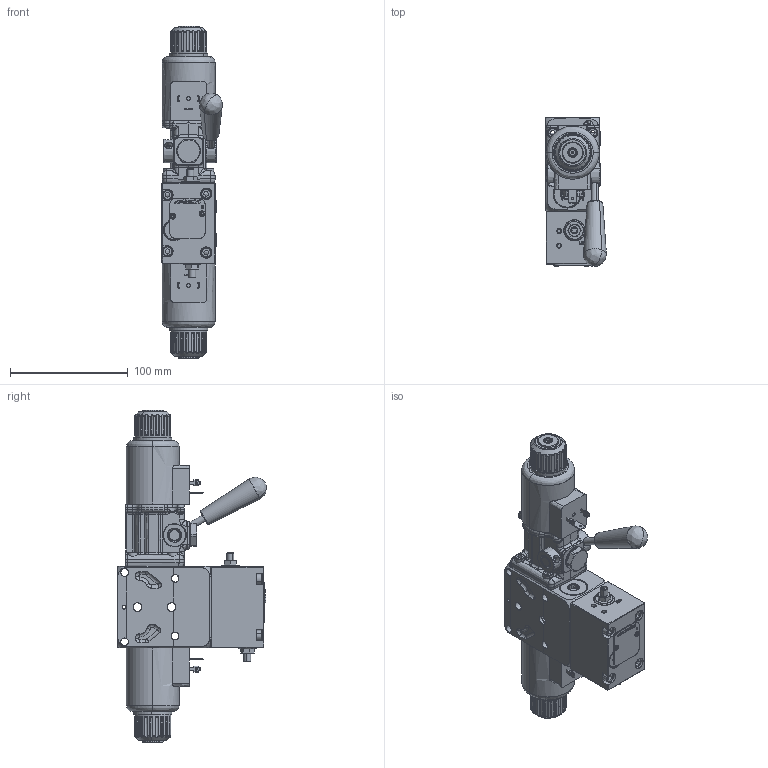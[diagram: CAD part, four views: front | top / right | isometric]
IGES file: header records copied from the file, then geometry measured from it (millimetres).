
Start section: SolidWorks IGES file using analytic representation for surfaces
Global section: file name: CXDH3-L--N---LR1.igs; native system: SolidWorks 2016; preprocessor: SolidWorks 2016; author: serviziopdm; date: 170308.155759; units: millimetre
Bounding box: 51.74 x 126.78 x 282.5 mm (x, y, z)
Surface area: 105081.4 mm2 (no closed solid volume)
Topology: 0 solids, 0 shells, 1721 faces, 24291 edges, 24255 vertices
Faces by surface type: bspline 958, revolution 763
